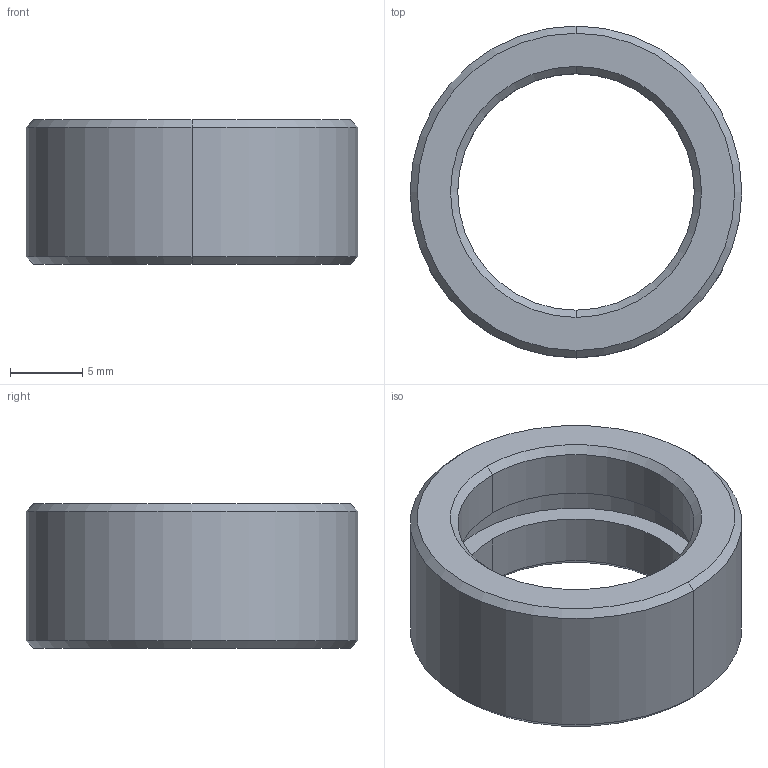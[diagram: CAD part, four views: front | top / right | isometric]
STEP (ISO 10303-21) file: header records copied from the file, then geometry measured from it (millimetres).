
FILE_DESCRIPTION(('STEP AP214'),'1');
FILE_NAME('160653.STP','2011-09-08T08:02:25',(' '),(' '),'Spatial InterOp 3D',' ',' ');
FILE_SCHEMA(('automotive_design'));
Length unit declared in the file: millimetre
Products named in the file (1): Zylinder
Bounding box: 23 x 23 x 10 mm (x, y, z)
Volume: 1852.4 mm3; surface area: 1736.3 mm2
Topology: 1 solids, 1 shells, 20 faces, 40 edges, 24 vertices
Faces by surface type: cylinder 8, cone 8, plane 4
Entity records: 713 total; most frequent: DIRECTION 106, CARTESIAN_POINT 85, ORIENTED_EDGE 80, AXIS2_PLACEMENT_3D 45, EDGE_CURVE 40, EDGE_LOOP 24, VERTEX_POINT 24, CIRCLE 24
